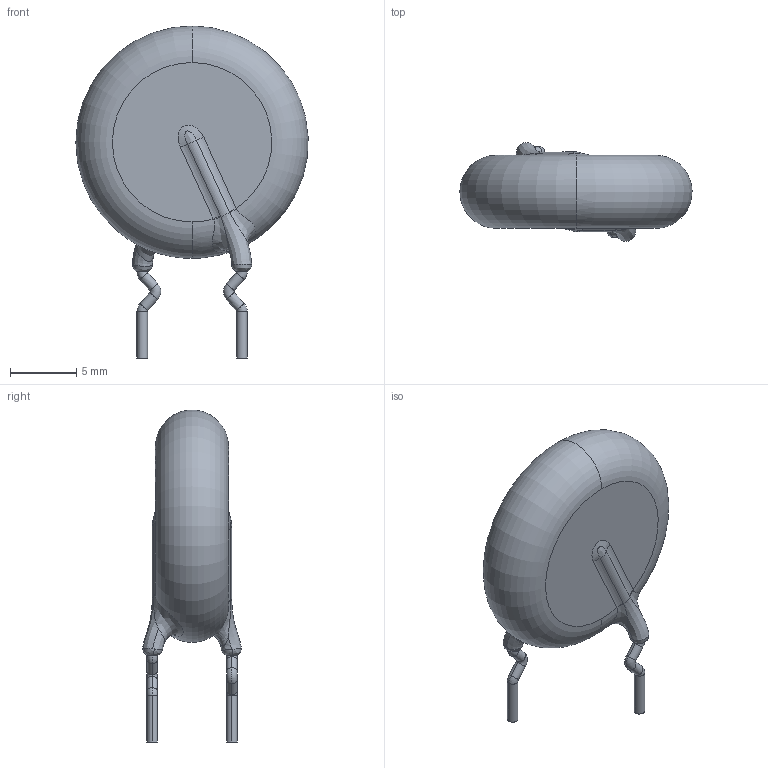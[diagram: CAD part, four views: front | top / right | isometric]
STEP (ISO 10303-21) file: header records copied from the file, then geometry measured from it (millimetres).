
FILE_DESCRIPTION (( 'STEP AP214' ), '1' );
FILE_NAME ('RES-TH_L17.5-W6.0-H22.5-P7.50-D0.8-S6.00.step', '2022-07-28T09:49:29', ( '' ), ( '' ), 'SwSTEP 2.0', 'SolidWorks 2020', '' );
FILE_SCHEMA (( 'AUTOMOTIVE_DESIGN' ));
Length unit declared in the file: millimetre
Products named in the file (1): RES-TH_L17.5-W6.0-H22.5-P7.50-D0.8-S6.00
Bounding box: 17.49 x 7.43 x 25 mm (x, y, z)
Volume: 1184.9 mm3; surface area: 797.9 mm2
Topology: 14 solids, 14 shells, 289 faces, 747 edges, 486 vertices
Faces by surface type: plane 137, bspline 116, cylinder 22, torus 14
Entity records: 15395 total; most frequent: CARTESIAN_POINT 5765, ORIENTED_EDGE 1494, DIRECTION 925, EDGE_CURVE 747, VERTEX_POINT 486, LINE 441, VECTOR 441, UNCERTAINTY_MEASURE_WITH_UNIT 305
